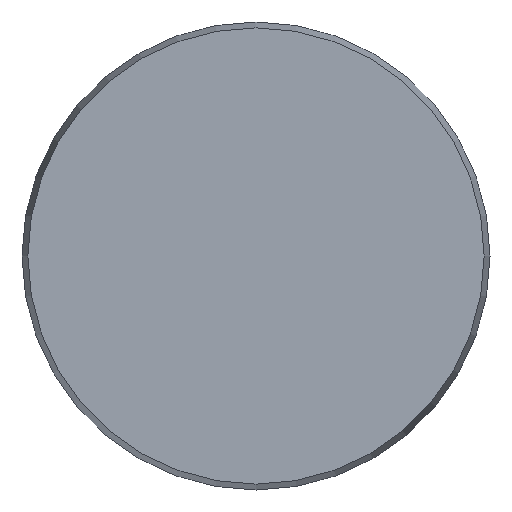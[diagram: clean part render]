
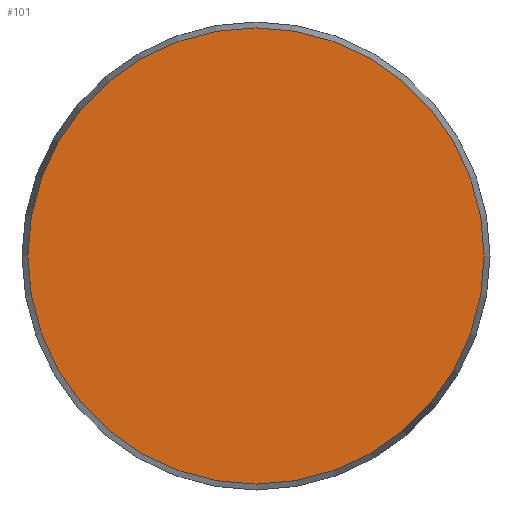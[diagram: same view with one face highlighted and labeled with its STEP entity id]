
A CAD part, front view. The second image highlights one B-rep face of the part: STEP entity #101.
In plain terms, the highlighted planar face has unit normal (0, -1, 0).
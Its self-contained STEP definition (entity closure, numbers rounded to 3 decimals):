
#101 = ADVANCED_FACE( '', ( #223 ), #224, .F. );
#223 = FACE_OUTER_BOUND( '', #362, .T. );
#224 = PLANE( '', #363 );
#362 = EDGE_LOOP( '', ( #614 ) );
#363 = AXIS2_PLACEMENT_3D( '', #615, #616, #617 );
#614 = ORIENTED_EDGE( '', *, *, #823, .T. );
#615 = CARTESIAN_POINT( '', ( 48.75, 0., 0. ) );
#616 = DIRECTION( '', ( 0., 1., 0. ) );
#617 = DIRECTION( '', ( 0., 0., 1. ) );
#823 = EDGE_CURVE( '', #968, #968, #969, .T. );
#968 = VERTEX_POINT( '', #1250 );
#969 = CIRCLE( '', #1251, 48.75 );
#1250 = CARTESIAN_POINT( '', ( 0., 0., -48.75 ) );
#1251 = AXIS2_PLACEMENT_3D( '', #1389, #1390, #1391 );
#1389 = CARTESIAN_POINT( '', ( 0., 0., 0. ) );
#1390 = DIRECTION( '', ( 0., -1., 0. ) );
#1391 = DIRECTION( '', ( 0., 0., -1. ) );
